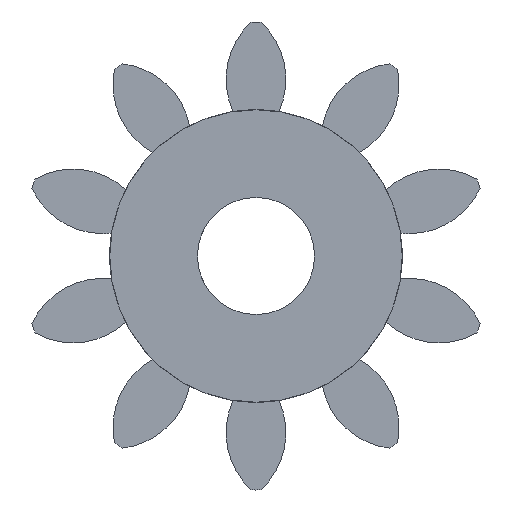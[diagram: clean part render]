
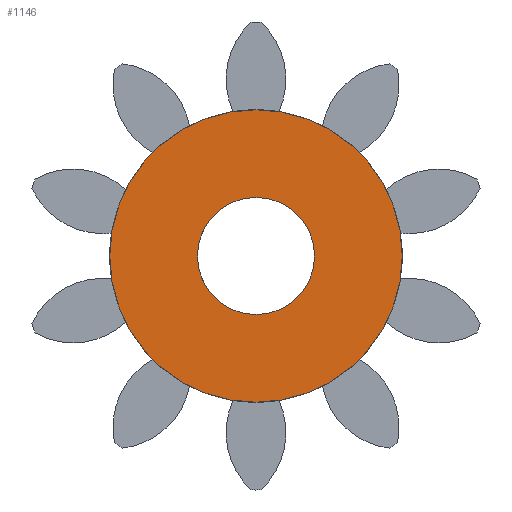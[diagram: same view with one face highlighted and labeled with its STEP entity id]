
A CAD part, left-side view. The second image highlights one B-rep face of the part: STEP entity #1146.
In plain terms, the highlighted planar face has unit normal (-1, 0, 0).
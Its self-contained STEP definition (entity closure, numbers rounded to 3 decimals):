
#67 = CARTESIAN_POINT ( 'NONE',  ( -6., 0., 3. ) ) ;
#394 = AXIS2_PLACEMENT_3D ( 'NONE', #1185, #1497, #1024 ) ;
#462 = EDGE_LOOP ( 'NONE', ( #740, #899 ) ) ;
#511 = CARTESIAN_POINT ( 'NONE',  ( -6., 0., 0. ) ) ;
#608 = FACE_BOUND ( 'NONE', #462, .T. ) ;
#740 = ORIENTED_EDGE ( 'NONE', *, *, #856, .T. ) ;
#750 = CARTESIAN_POINT ( 'NONE',  ( -6., 0., 7.499 ) ) ;
#815 = DIRECTION ( 'NONE',  ( 1., 0., 0. ) ) ;
#826 = EDGE_CURVE ( 'NONE', #1888, #1260, #1922, .T. ) ;
#856 = EDGE_CURVE ( 'NONE', #1330, #1000, #1353, .T. ) ;
#899 = ORIENTED_EDGE ( 'NONE', *, *, #1055, .T. ) ;
#1000 = VERTEX_POINT ( 'NONE', #67 ) ;
#1024 = DIRECTION ( 'NONE',  ( 0., 0., -1. ) ) ;
#1055 = EDGE_CURVE ( 'NONE', #1000, #1330, #1622, .T. ) ;
#1146 = ADVANCED_FACE ( 'NONE', ( #608, #1366 ), #1427, .T. ) ;
#1185 = CARTESIAN_POINT ( 'NONE',  ( -6., 0., 0. ) ) ;
#1260 = VERTEX_POINT ( 'NONE', #1329 ) ;
#1269 = DIRECTION ( 'NONE',  ( -1., 0., 0. ) ) ;
#1329 = CARTESIAN_POINT ( 'NONE',  ( -6., 0., -7.499 ) ) ;
#1330 = VERTEX_POINT ( 'NONE', #1635 ) ;
#1333 = DIRECTION ( 'NONE',  ( 0., 0., 1. ) ) ;
#1339 = AXIS2_PLACEMENT_3D ( 'NONE', #1789, #1632, #1333 ) ;
#1353 = CIRCLE ( 'NONE', #394, 3. ) ;
#1366 = FACE_OUTER_BOUND ( 'NONE', #1368, .T. ) ;
#1368 = EDGE_LOOP ( 'NONE', ( #1488, #1430 ) ) ;
#1416 = CARTESIAN_POINT ( 'NONE',  ( -6., 0., 0. ) ) ;
#1427 = PLANE ( 'NONE',  #1651 ) ;
#1430 = ORIENTED_EDGE ( 'NONE', *, *, #826, .T. ) ;
#1488 = ORIENTED_EDGE ( 'NONE', *, *, #1767, .T. ) ;
#1497 = DIRECTION ( 'NONE',  ( 1., 0., 0. ) ) ;
#1521 = CIRCLE ( 'NONE', #1821, 7.499 ) ;
#1622 = CIRCLE ( 'NONE', #1918, 3. ) ;
#1632 = DIRECTION ( 'NONE',  ( -1., 0., 0. ) ) ;
#1635 = CARTESIAN_POINT ( 'NONE',  ( -6., 0., -3. ) ) ;
#1651 = AXIS2_PLACEMENT_3D ( 'NONE', #511, #1269, #1883 ) ;
#1713 = DIRECTION ( 'NONE',  ( -1., 0., 0. ) ) ;
#1717 = CARTESIAN_POINT ( 'NONE',  ( -6., 0., 0. ) ) ;
#1767 = EDGE_CURVE ( 'NONE', #1260, #1888, #1521, .T. ) ;
#1789 = CARTESIAN_POINT ( 'NONE',  ( -6., 0., 0. ) ) ;
#1821 = AXIS2_PLACEMENT_3D ( 'NONE', #1416, #1713, #1861 ) ;
#1861 = DIRECTION ( 'NONE',  ( 0., 0., 1. ) ) ;
#1867 = DIRECTION ( 'NONE',  ( 0., 0., -1. ) ) ;
#1883 = DIRECTION ( 'NONE',  ( 0., 0., 1. ) ) ;
#1888 = VERTEX_POINT ( 'NONE', #750 ) ;
#1918 = AXIS2_PLACEMENT_3D ( 'NONE', #1717, #815, #1867 ) ;
#1922 = CIRCLE ( 'NONE', #1339, 7.499 ) ;
